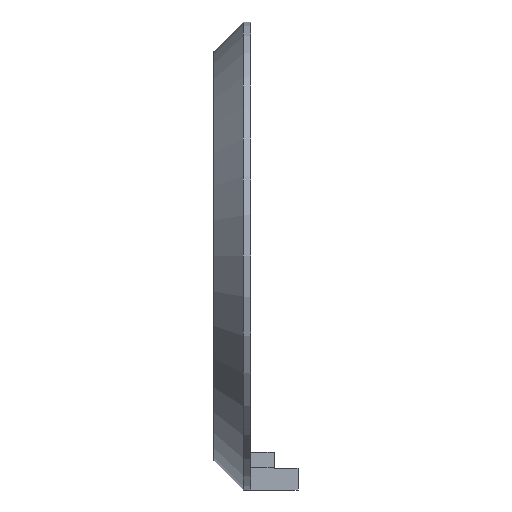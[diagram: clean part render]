
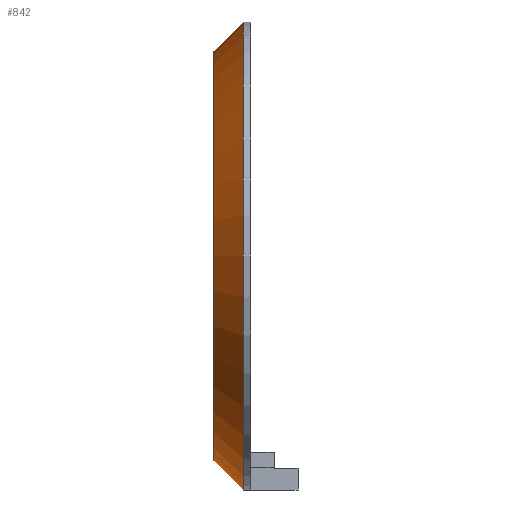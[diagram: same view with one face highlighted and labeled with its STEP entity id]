
A CAD part, left-side view. The second image highlights one B-rep face of the part: STEP entity #842.
In plain terms, the highlighted conical face has half-angle 45 degrees and reference radius 29.75 mm.
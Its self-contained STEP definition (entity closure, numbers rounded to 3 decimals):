
#21=CONICAL_SURFACE('',#919,29.75,0.785);
#52=CIRCLE('',#920,27.75);
#53=CIRCLE('',#921,31.75);
#91=FACE_OUTER_BOUND('',#143,.T.);
#143=EDGE_LOOP('',(#674,#675,#676,#677));
#228=LINE('',#1342,#323);
#229=LINE('',#1346,#324);
#323=VECTOR('',#1095,10.);
#324=VECTOR('',#1098,10.);
#413=VERTEX_POINT('',#1340);
#414=VERTEX_POINT('',#1341);
#415=VERTEX_POINT('',#1343);
#416=VERTEX_POINT('',#1345);
#511=EDGE_CURVE('',#413,#414,#228,.T.);
#512=EDGE_CURVE('',#414,#415,#52,.T.);
#513=EDGE_CURVE('',#415,#416,#229,.T.);
#514=EDGE_CURVE('',#416,#413,#53,.T.);
#674=ORIENTED_EDGE('',*,*,#511,.T.);
#675=ORIENTED_EDGE('',*,*,#512,.T.);
#676=ORIENTED_EDGE('',*,*,#513,.T.);
#677=ORIENTED_EDGE('',*,*,#514,.T.);
#842=ADVANCED_FACE('',(#91),#21,.T.);
#919=AXIS2_PLACEMENT_3D('',#1339,#1093,#1094);
#920=AXIS2_PLACEMENT_3D('',#1344,#1096,#1097);
#921=AXIS2_PLACEMENT_3D('',#1347,#1099,#1100);
#1093=DIRECTION('center_axis',(0.,-1.,0.));
#1094=DIRECTION('ref_axis',(0.,0.,-1.));
#1095=DIRECTION('',(0.,0.707,-0.707));
#1096=DIRECTION('center_axis',(0.,-1.,0.));
#1097=DIRECTION('ref_axis',(0.,0.,-1.));
#1098=DIRECTION('',(0.,-0.707,-0.707));
#1099=DIRECTION('center_axis',(0.,1.,0.));
#1100=DIRECTION('ref_axis',(0.,0.,-1.));
#1339=CARTESIAN_POINT('Origin',(-45.,10.3,5.));
#1340=CARTESIAN_POINT('',(-45.,8.3,36.75));
#1341=CARTESIAN_POINT('',(-45.,12.3,32.75));
#1342=CARTESIAN_POINT('',(-45.,8.3,36.75));
#1343=CARTESIAN_POINT('',(-45.,12.3,-22.75));
#1344=CARTESIAN_POINT('Origin',(-45.,12.3,5.));
#1345=CARTESIAN_POINT('',(-45.,8.3,-26.75));
#1346=CARTESIAN_POINT('',(-45.,12.3,-22.75));
#1347=CARTESIAN_POINT('Origin',(-45.,8.3,5.));
